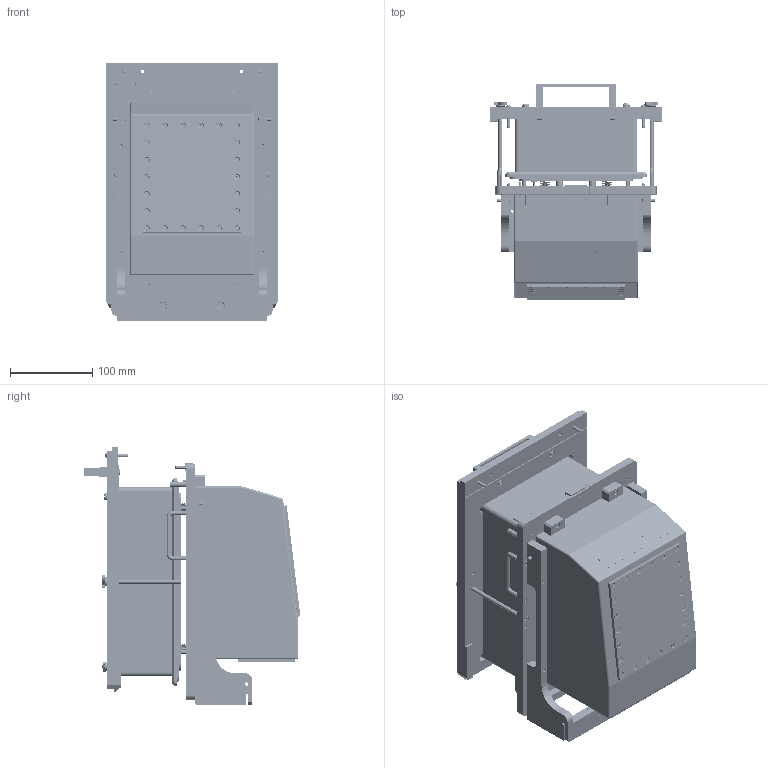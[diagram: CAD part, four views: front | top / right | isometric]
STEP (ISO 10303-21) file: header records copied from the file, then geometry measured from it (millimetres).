
FILE_DESCRIPTION (( 'STEP AP214' ), '1' );
FILE_NAME ('INGUN_154111.STEP', '2025-12-01T08:08:24', ( '' ), ( '' ), 'SwSTEP 2.0', 'SolidWorks 2023', '' );
FILE_SCHEMA (( 'AUTOMOTIVE_DESIGN' ));
Length unit declared in the file: millimetre
Products named in the file (79): 4823~0; 114982~0_S; 32880~0_S; 115042~0_S; 113889~0_S; GKS-114-0015__ADA~gks_Hub = 08,0 <S>; 115605~0_S; 41899~3_flexiebel <S>; KS-113-Master__ADA~ks_KS-113 23; Gewindebuchse~n_M05-03,9 offen; 116948~0_S; DIN7991~n_M03,0x006; 32884~1_S; 1607~1; DIN6325~n_03,0m6x016; 112572~0_S; 114924~0_S; 112528~2_S; 35419~0; ISO7380~n_M03,0x005; DIN7991~n_M03,0x010; DIN7991~n_M03,0x008; 107905~0_S; 44406~3_S; 2229~6; ISO7380~n_M04,0x010; 116992~0; DIN7979~n_04,0m6x020M3; 116921~0_<S> 116921_1028_11; DIN912~n_M03,0x008; 116783~1_S; 112201~5; 15148~0; DIN912~n_M04,0x012; 32293~1_S; 112527~1_S; 117020~0; DIN7991~n_M04,0x010; DIN6325~n_04,0m6x012; 112578~1_S ...
Assembly tree (197 placements, depth 5):
  INGUN_154111
    117021~0
      112204~7_S
      112498~5
      41369~1_S  x4
      112170~3_S
      1607~1
      48213~0_S
      5015~0
      116783~1_S  x4
      38379~0  x2
      115170~0_S
        114982~0_S
        115042~0_S
          107905~0_S
      115171~0_S
        114982~0_S
        115042~0_S
          107905~0_S
      ISO7380~n_M03,0x008  x2
      ISO7380~n_M03,0x005  x2
      15148~0
      DIN7979~n_04,0m6x020M3  x2
      DIN912~n_M04,0x016  x2
      ISO7380~n_M04,0x010  x4
      ISO7380~n_M04,0x016  x4
    117020~0
      112201~5
      116992~0
        112528~2_S
          112528~2
          Gewindebuchse~n_M05-03,9 offen  x2
        112527~1_S
        35419~0  x4
        2196~7  x2
        2229~6  x2
        43627~0_Hub 16mm<Standard>  x4
        41899~3_flexiebel <S>
          KS-113-Master__ADA~ks_KS-113 23
          GKS-114-0015__ADA~gks_Hub = 08,0 <S>
          53731~0
          3917~3_M 3 A
        2528~0  x4
        ISO7380~n_M04,0x010  x2
        DIN7991~n_M04,0x010  x4
      116990~0_S
        116991~0
        32879~0_S
        32880~0_S
        112572~0_S
        112573~1_S
        32883~2_S  x2
        32884~1_S  x2
        116726~1_S  x4
        116737~0_S  x4
        DIN7991~n_M03,0x008  x40
        DIN7991~n_M03,0x006  x4
        15148~0  x8
        DIN912~n_M03,0x008  x8
      112578~1_S  x2
Bounding box: 210 x 263.71 x 313 mm (x, y, z)
Volume: 2396575.5 mm3; surface area: 1179396 mm2
Topology: 198 solids, 198 shells, 7790 faces, 19842 edges, 12746 vertices
Faces by surface type: cylinder 3690, plane 2922, cone 938, torus 130, bspline 62, sphere 48
Entity records: 141156 total; most frequent: CARTESIAN_POINT 28912, DIRECTION 22878, ORIENTED_EDGE 21032, EDGE_CURVE 10516, AXIS2_PLACEMENT_3D 8637, VERTEX_POINT 6829, VECTOR 5604, LINE 5604
